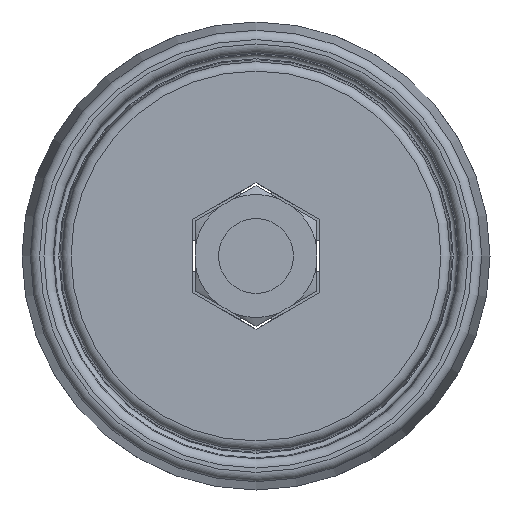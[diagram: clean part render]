
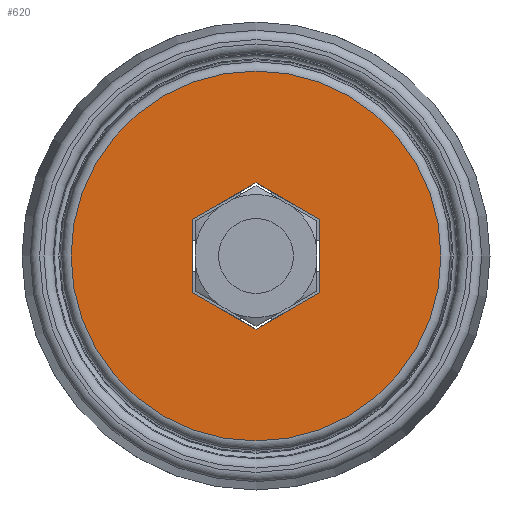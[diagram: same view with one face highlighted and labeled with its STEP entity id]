
A CAD part, left-side view. The second image highlights one B-rep face of the part: STEP entity #620.
In plain terms, the highlighted face is planar.
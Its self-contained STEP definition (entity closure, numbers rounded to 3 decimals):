
#620=ADVANCED_FACE('',(#912,#913),#914,.F.);
#912=FACE_OUTER_BOUND('',#1388,.T.);
#913=FACE_BOUND('',#1389,.T.);
#914=PLANE('',#1390);
#1388=EDGE_LOOP('',(#2112));
#1389=EDGE_LOOP('',(#2113,#2114,#2115,#2116,#2117,#2118));
#1390=AXIS2_PLACEMENT_3D('',#2119,#2120,#2121);
#2112=ORIENTED_EDGE('',*,*,#3305,.T.);
#2113=ORIENTED_EDGE('',*,*,#3306,.T.);
#2114=ORIENTED_EDGE('',*,*,#3307,.T.);
#2115=ORIENTED_EDGE('',*,*,#3308,.T.);
#2116=ORIENTED_EDGE('',*,*,#3309,.T.);
#2117=ORIENTED_EDGE('',*,*,#3310,.T.);
#2118=ORIENTED_EDGE('',*,*,#3311,.T.);
#2119=CARTESIAN_POINT('',(19.759,0.,0.0));
#2120=DIRECTION('',(-0.0,1.0,0.0));
#2121=DIRECTION('',(1.0,0.0,0.0));
#3305=EDGE_CURVE('',#3853,#3853,#3854,.T.);
#3306=EDGE_CURVE('',#3855,#3856,#3857,.T.);
#3307=EDGE_CURVE('',#3856,#3858,#3859,.T.);
#3308=EDGE_CURVE('',#3858,#3860,#3861,.T.);
#3309=EDGE_CURVE('',#3860,#3862,#3863,.T.);
#3310=EDGE_CURVE('',#3862,#3864,#3865,.T.);
#3311=EDGE_CURVE('',#3864,#3855,#3866,.T.);
#3853=VERTEX_POINT('',#4878);
#3854=CIRCLE('',#4879,19.759);
#3855=VERTEX_POINT('',#4880);
#3856=VERTEX_POINT('',#4881);
#3857=LINE('',#4882,#4883);
#3858=VERTEX_POINT('',#4884);
#3859=LINE('',#4885,#4886);
#3860=VERTEX_POINT('',#4887);
#3861=LINE('',#4888,#4889);
#3862=VERTEX_POINT('',#4890);
#3863=LINE('',#4891,#4892);
#3864=VERTEX_POINT('',#4893);
#3865=LINE('',#4894,#4895);
#3866=LINE('',#4896,#4897);
#4878=CARTESIAN_POINT('',(0.0,0.,-19.759));
#4879=AXIS2_PLACEMENT_3D('',#6010,#6011,#6012);
#4880=CARTESIAN_POINT('',(3.911,0.,6.774));
#4881=CARTESIAN_POINT('',(7.821,0.,0.));
#4882=CARTESIAN_POINT('',(10.806,0.,-5.169));
#4883=VECTOR('',#6013,1.0);
#4884=CARTESIAN_POINT('',(3.911,0.,-6.774));
#4885=CARTESIAN_POINT('',(10.806,0.,5.169));
#4886=VECTOR('',#6014,1.0);
#4887=CARTESIAN_POINT('',(-3.911,0.,-6.774));
#4888=CARTESIAN_POINT('',(19.759,0.,-6.774));
#4889=VECTOR('',#6015,1.0);
#4890=CARTESIAN_POINT('',(-7.821,0.,0.));
#4891=CARTESIAN_POINT('',(-0.926,0.,-11.943));
#4892=VECTOR('',#6016,1.0);
#4893=CARTESIAN_POINT('',(-3.911,0.,6.774));
#4894=CARTESIAN_POINT('',(-0.926,0.,11.943));
#4895=VECTOR('',#6017,1.0);
#4896=CARTESIAN_POINT('',(19.759,0.,6.774));
#4897=VECTOR('',#6018,1.0);
#6010=CARTESIAN_POINT('',(0.0,0.,0.0));
#6011=DIRECTION('',(0.0,-1.0,0.0));
#6012=DIRECTION('',(0.0,0.0,-1.0));
#6013=DIRECTION('',(0.5,0.0,-0.866));
#6014=DIRECTION('',(-0.5,0.0,-0.866));
#6015=DIRECTION('',(-1.0,0.0,0.0));
#6016=DIRECTION('',(-0.5,0.0,0.866));
#6017=DIRECTION('',(0.5,0.0,0.866));
#6018=DIRECTION('',(1.0,0.0,0.0));
